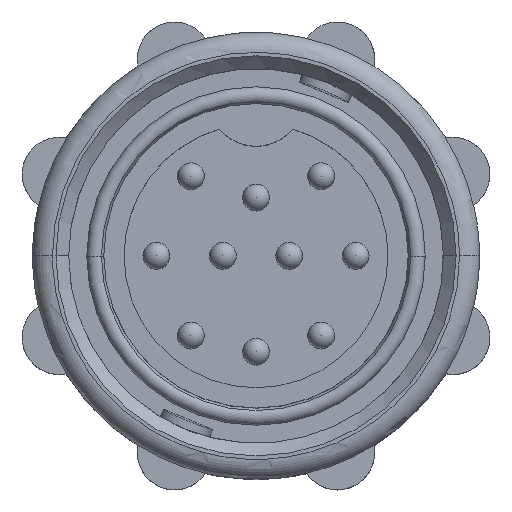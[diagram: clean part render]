
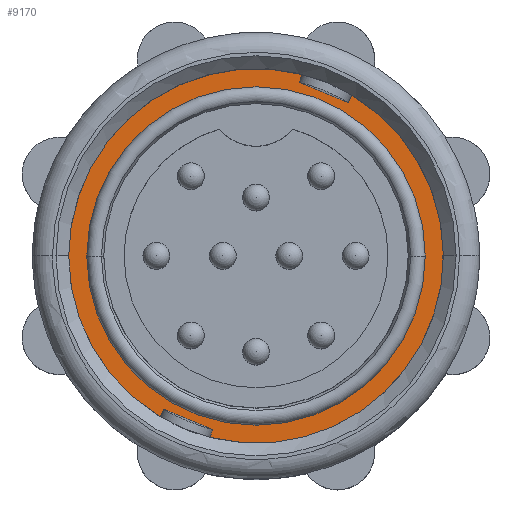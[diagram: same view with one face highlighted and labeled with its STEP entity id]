
A CAD part, top view. The second image highlights one B-rep face of the part: STEP entity #9170.
In plain terms, the highlighted planar face has unit normal (0, 0, 1).
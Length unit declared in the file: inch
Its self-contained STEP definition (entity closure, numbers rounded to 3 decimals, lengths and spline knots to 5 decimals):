
#693 = EDGE_LOOP ( 'NONE', ( #8331, #8321, #8332, #8325, #8339, #8345, #8329, #6164, #6601 ) ) ;
#695 = EDGE_LOOP ( 'NONE', ( #6241, #6104 ) ) ;
#991 = AXIS2_PLACEMENT_3D ( 'NONE', #5245, #5244, #5243 ) ;
#1069 = AXIS2_PLACEMENT_3D ( 'NONE', #6894, #6893, #6892 ) ;
#1121 = AXIS2_PLACEMENT_3D ( 'NONE', #3735, #3728, #3726 ) ;
#1149 = VECTOR ( 'NONE', #4104, 39.37008 ) ;
#1150 = AXIS2_PLACEMENT_3D ( 'NONE', #4102, #4092, #4088 ) ;
#1172 = FACE_OUTER_BOUND ( 'NONE', #693, .T. ) ;
#1177 = VECTOR ( 'NONE', #4241, 39.37008 ) ;
#1193 = VECTOR ( 'NONE', #4271, 39.37008 ) ;
#1326 = AXIS2_PLACEMENT_3D ( 'NONE', #7154, #7075, #7155 ) ;
#1408 = VECTOR ( 'NONE', #4424, 39.37008 ) ;
#1490 = FACE_BOUND ( 'NONE', #695, .T. ) ;
#1644 = AXIS2_PLACEMENT_3D ( 'NONE', #4855, #4854, #4853 ) ;
#1646 = AXIS2_PLACEMENT_3D ( 'NONE', #7384, #7383, #7382 ) ;
#1810 = AXIS2_PLACEMENT_3D ( 'NONE', #2478, #2472, #2468 ) ;
#2468 = DIRECTION ( 'NONE',  ( 1., 0., 0. ) ) ;
#2472 = DIRECTION ( 'NONE',  ( 0., 0., -1. ) ) ;
#2478 = CARTESIAN_POINT ( 'NONE',  ( 0., 0., -0.292 ) ) ;
#3033 = EDGE_CURVE ( 'NONE', #8618, #8619, #3793, .T. ) ;
#3137 = EDGE_CURVE ( 'NONE', #8567, #8568, #3283, .T. ) ;
#3217 = EDGE_CURVE ( 'NONE', #8571, #8576, #3876, .T. ) ;
#3268 = CIRCLE ( 'NONE', #1121, 0.44 ) ;
#3283 = CIRCLE ( 'NONE', #1646, 0.39536 ) ;
#3362 = CIRCLE ( 'NONE', #1069, 0.44 ) ;
#3404 = EDGE_CURVE ( 'NONE', #8614, #8612, #4426, .T. ) ;
#3477 = EDGE_CURVE ( 'NONE', #8616, #8614, #3478, .T. ) ;
#3478 = CIRCLE ( 'NONE', #1326, 0.42 ) ;
#3482 = CIRCLE ( 'NONE', #1150, 0.39536 ) ;
#3645 = EDGE_CURVE ( 'NONE', #8535, #8616, #4273, .T. ) ;
#3676 = EDGE_CURVE ( 'NONE', #8619, #8636, #4245, .T. ) ;
#3726 = DIRECTION ( 'NONE',  ( -1., 0., 0. ) ) ;
#3728 = DIRECTION ( 'NONE',  ( 0., 0., 1. ) ) ;
#3732 = EDGE_CURVE ( 'NONE', #8571, #8618, #4111, .T. ) ;
#3735 = CARTESIAN_POINT ( 'NONE',  ( 0., 0., -0.292 ) ) ;
#3753 = EDGE_CURVE ( 'NONE', #8568, #8567, #3482, .T. ) ;
#3793 = CIRCLE ( 'NONE', #1810, 0.42 ) ;
#3876 = CIRCLE ( 'NONE', #1644, 0.44 ) ;
#3919 = EDGE_CURVE ( 'NONE', #8576, #8612, #3268, .T. ) ;
#3997 = CARTESIAN_POINT ( 'NONE',  ( 0.22441, 0.37847, -0.292 ) ) ;
#4031 = CARTESIAN_POINT ( 'NONE',  ( 0.21668, 0.35979, -0.292 ) ) ;
#4033 = CARTESIAN_POINT ( 'NONE',  ( 0.1012, 0.40763, -0.292 ) ) ;
#4037 = CARTESIAN_POINT ( 'NONE',  ( -0.1012, -0.40763, -0.292 ) ) ;
#4040 = CARTESIAN_POINT ( 'NONE',  ( -0.21668, -0.35979, -0.292 ) ) ;
#4043 = CARTESIAN_POINT ( 'NONE',  ( -0.22441, -0.37847, -0.292 ) ) ;
#4088 = DIRECTION ( 'NONE',  ( -1., 0., 0. ) ) ;
#4092 = DIRECTION ( 'NONE',  ( 0., 0., 1. ) ) ;
#4096 = CARTESIAN_POINT ( 'NONE',  ( -0.44, 0., -0.292 ) ) ;
#4102 = CARTESIAN_POINT ( 'NONE',  ( 0., 0., -0.292 ) ) ;
#4104 = DIRECTION ( 'NONE',  ( -0.383, -0.924, 0. ) ) ;
#4106 = CARTESIAN_POINT ( 'NONE',  ( 0.10893, 0.4263, -0.292 ) ) ;
#4105 = CARTESIAN_POINT ( 'NONE',  ( 0.10893, 0.4263, -0.292 ) ) ;
#4109 = CARTESIAN_POINT ( 'NONE',  ( 0.39536, 0., -0.292 ) ) ;
#4111 = LINE ( 'NONE', #4106, #1149 ) ;
#4110 = CARTESIAN_POINT ( 'NONE',  ( -0.39536, 0., -0.292 ) ) ;
#4159 = CARTESIAN_POINT ( 'NONE',  ( -0.10893, -0.4263, -0.292 ) ) ;
#4241 = DIRECTION ( 'NONE',  ( 0.383, 0.924, 0. ) ) ;
#4243 = CARTESIAN_POINT ( 'NONE',  ( 0.21668, 0.35979, -0.292 ) ) ;
#4245 = LINE ( 'NONE', #4243, #1177 ) ;
#4271 = DIRECTION ( 'NONE',  ( 0.383, 0.924, 0. ) ) ;
#4272 = CARTESIAN_POINT ( 'NONE',  ( -0.10893, -0.4263, -0.292 ) ) ;
#4273 = LINE ( 'NONE', #4272, #1193 ) ;
#4424 = DIRECTION ( 'NONE',  ( -0.383, -0.924, 0. ) ) ;
#4425 = CARTESIAN_POINT ( 'NONE',  ( -0.21668, -0.35979, -0.292 ) ) ;
#4426 = LINE ( 'NONE', #4425, #1408 ) ;
#4853 = DIRECTION ( 'NONE',  ( -1., 0., 0. ) ) ;
#4854 = DIRECTION ( 'NONE',  ( 0., 0., 1. ) ) ;
#4855 = CARTESIAN_POINT ( 'NONE',  ( 0., 0., -0.292 ) ) ;
#5243 = DIRECTION ( 'NONE',  ( -1., 0., 0. ) ) ;
#5244 = DIRECTION ( 'NONE',  ( 0., 0., -1. ) ) ;
#5245 = CARTESIAN_POINT ( 'NONE',  ( 0., 0., -0.292 ) ) ;
#5246 = PLANE ( 'NONE',  #991 ) ;
#6104 = ORIENTED_EDGE ( 'NONE', *, *, #3753, .F. ) ;
#6164 = ORIENTED_EDGE ( 'NONE', *, *, #3676, .F. ) ;
#6241 = ORIENTED_EDGE ( 'NONE', *, *, #3137, .F. ) ;
#6601 = ORIENTED_EDGE ( 'NONE', *, *, #3033, .F. ) ;
#6892 = DIRECTION ( 'NONE',  ( -1., 0., 0. ) ) ;
#6893 = DIRECTION ( 'NONE',  ( 0., 0., 1. ) ) ;
#6894 = CARTESIAN_POINT ( 'NONE',  ( 0., 0., -0.292 ) ) ;
#7075 = DIRECTION ( 'NONE',  ( 0., 0., -1. ) ) ;
#7154 = CARTESIAN_POINT ( 'NONE',  ( 0., 0., -0.292 ) ) ;
#7155 = DIRECTION ( 'NONE',  ( 1., 0., 0. ) ) ;
#7382 = DIRECTION ( 'NONE',  ( -1., 0., 0. ) ) ;
#7383 = DIRECTION ( 'NONE',  ( 0., 0., 1. ) ) ;
#7384 = CARTESIAN_POINT ( 'NONE',  ( 0., 0., -0.292 ) ) ;
#8321 = ORIENTED_EDGE ( 'NONE', *, *, #3217, .T. ) ;
#8325 = ORIENTED_EDGE ( 'NONE', *, *, #3404, .F. ) ;
#8329 = ORIENTED_EDGE ( 'NONE', *, *, #8846, .T. ) ;
#8331 = ORIENTED_EDGE ( 'NONE', *, *, #3732, .F. ) ;
#8332 = ORIENTED_EDGE ( 'NONE', *, *, #3919, .T. ) ;
#8339 = ORIENTED_EDGE ( 'NONE', *, *, #3477, .F. ) ;
#8345 = ORIENTED_EDGE ( 'NONE', *, *, #3645, .F. ) ;
#8535 = VERTEX_POINT ( 'NONE', #4159 ) ;
#8567 = VERTEX_POINT ( 'NONE', #4110 ) ;
#8568 = VERTEX_POINT ( 'NONE', #4109 ) ;
#8571 = VERTEX_POINT ( 'NONE', #4105 ) ;
#8576 = VERTEX_POINT ( 'NONE', #4096 ) ;
#8612 = VERTEX_POINT ( 'NONE', #4043 ) ;
#8614 = VERTEX_POINT ( 'NONE', #4040 ) ;
#8616 = VERTEX_POINT ( 'NONE', #4037 ) ;
#8618 = VERTEX_POINT ( 'NONE', #4033 ) ;
#8619 = VERTEX_POINT ( 'NONE', #4031 ) ;
#8636 = VERTEX_POINT ( 'NONE', #3997 ) ;
#8846 = EDGE_CURVE ( 'NONE', #8535, #8636, #3362, .T. ) ;
#9170 = ADVANCED_FACE ( 'NONE', ( #1172, #1490 ), #5246, .F. ) ;
